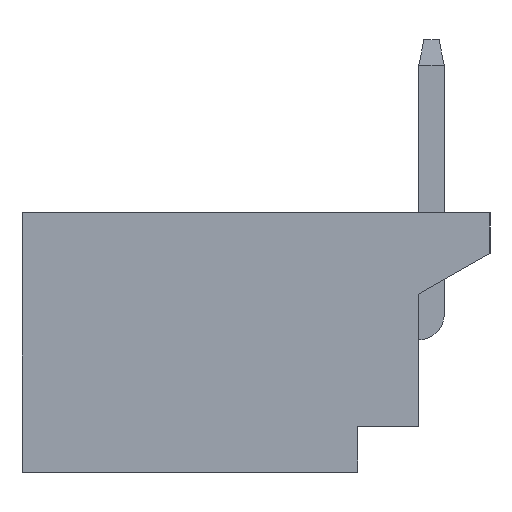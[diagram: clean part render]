
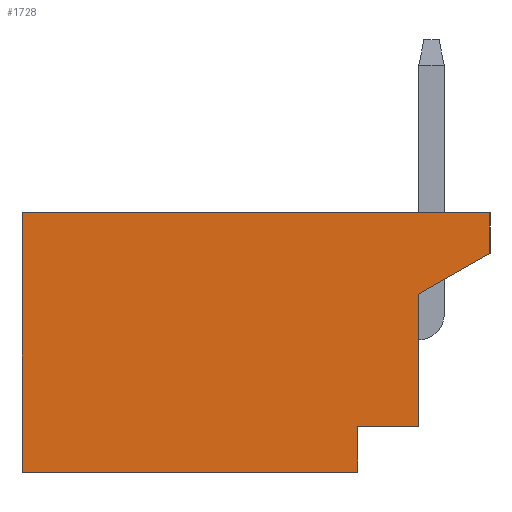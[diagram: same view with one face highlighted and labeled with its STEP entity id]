
A CAD part, left-side view. The second image highlights one B-rep face of the part: STEP entity #1728.
In plain terms, the highlighted planar face has unit normal (-1, 0, 0).
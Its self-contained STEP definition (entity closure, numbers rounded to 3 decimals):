
#229=CARTESIAN_POINT('',(-10.99,-4.5,-1.65));
#230=VERTEX_POINT('',#229);
#237=CARTESIAN_POINT('',(-10.99,-3.3,-1.65));
#238=VERTEX_POINT('',#237);
#239=CARTESIAN_POINT('',(-10.99,-4.5,-1.65));
#240=DIRECTION('',(0.,1.,0.));
#241=VECTOR('',#240,1.2);
#242=LINE('',#239,#241);
#243=EDGE_CURVE('',#230,#238,#242,.T.);
#455=CARTESIAN_POINT('',(-10.99,3.3,2.55));
#456=VERTEX_POINT('',#455);
#463=CARTESIAN_POINT('',(-10.99,-5.9,2.55));
#464=VERTEX_POINT('',#463);
#465=CARTESIAN_POINT('',(-10.99,3.3,2.55));
#466=DIRECTION('',(0.,-1.,0.));
#467=VECTOR('',#466,9.2);
#468=LINE('',#465,#467);
#469=EDGE_CURVE('',#456,#464,#468,.T.);
#1675=CARTESIAN_POINT('',(-10.99,-3.3,-2.55));
#1676=DIRECTION('',(0.,0.,1.));
#1677=DIRECTION('',(-1.,0.,0.));
#1678=AXIS2_PLACEMENT_3D('',#1675,#1677,#1676);
#1679=PLANE('',#1678);
#1680=CARTESIAN_POINT('',(-10.99,3.3,-2.55));
#1681=VERTEX_POINT('',#1680);
#1682=CARTESIAN_POINT('',(-10.99,3.3,2.55));
#1683=DIRECTION('',(0.,0.,-1.));
#1684=VECTOR('',#1683,5.1);
#1685=LINE('',#1682,#1684);
#1686=EDGE_CURVE('',#456,#1681,#1685,.T.);
#1687=ORIENTED_EDGE('',*,*,#1686,.T.);
#1688=CARTESIAN_POINT('',(-10.99,-3.3,-2.55));
#1689=VERTEX_POINT('',#1688);
#1690=CARTESIAN_POINT('',(-10.99,3.3,-2.55));
#1691=DIRECTION('',(0.,-1.,0.));
#1692=VECTOR('',#1691,6.6);
#1693=LINE('',#1690,#1692);
#1694=EDGE_CURVE('',#1681,#1689,#1693,.T.);
#1695=ORIENTED_EDGE('',*,*,#1694,.T.);
#1696=CARTESIAN_POINT('',(-10.99,-3.3,-2.55));
#1697=DIRECTION('',(0.,0.,1.));
#1698=VECTOR('',#1697,0.9);
#1699=LINE('',#1696,#1698);
#1700=EDGE_CURVE('',#1689,#238,#1699,.T.);
#1701=ORIENTED_EDGE('',*,*,#1700,.T.);
#1702=ORIENTED_EDGE('',*,*,#243,.F.);
#1703=CARTESIAN_POINT('',(-10.99,-4.5,0.95));
#1704=VERTEX_POINT('',#1703);
#1705=CARTESIAN_POINT('',(-10.99,-4.5,0.95));
#1706=DIRECTION('',(0.,0.,-1.));
#1707=VECTOR('',#1706,2.6);
#1708=LINE('',#1705,#1707);
#1709=EDGE_CURVE('',#1704,#230,#1708,.T.);
#1710=ORIENTED_EDGE('',*,*,#1709,.F.);
#1711=CARTESIAN_POINT('',(-10.99,-5.9,1.75));
#1712=VERTEX_POINT('',#1711);
#1713=CARTESIAN_POINT('',(-10.99,-4.5,0.95));
#1714=DIRECTION('',(0.,-0.868,0.496));
#1715=VECTOR('',#1714,1.612);
#1716=LINE('',#1713,#1715);
#1717=EDGE_CURVE('',#1704,#1712,#1716,.T.);
#1718=ORIENTED_EDGE('',*,*,#1717,.T.);
#1719=CARTESIAN_POINT('',(-10.99,-5.9,1.75));
#1720=DIRECTION('',(0.,0.,1.));
#1721=VECTOR('',#1720,0.8);
#1722=LINE('',#1719,#1721);
#1723=EDGE_CURVE('',#1712,#464,#1722,.T.);
#1724=ORIENTED_EDGE('',*,*,#1723,.T.);
#1725=ORIENTED_EDGE('',*,*,#469,.F.);
#1726=EDGE_LOOP('',(#1687,#1695,#1701,#1702,#1710,#1718,#1724,#1725));
#1727=FACE_OUTER_BOUND('',#1726,.T.);
#1728=ADVANCED_FACE('',(#1727),#1679,.T.);
